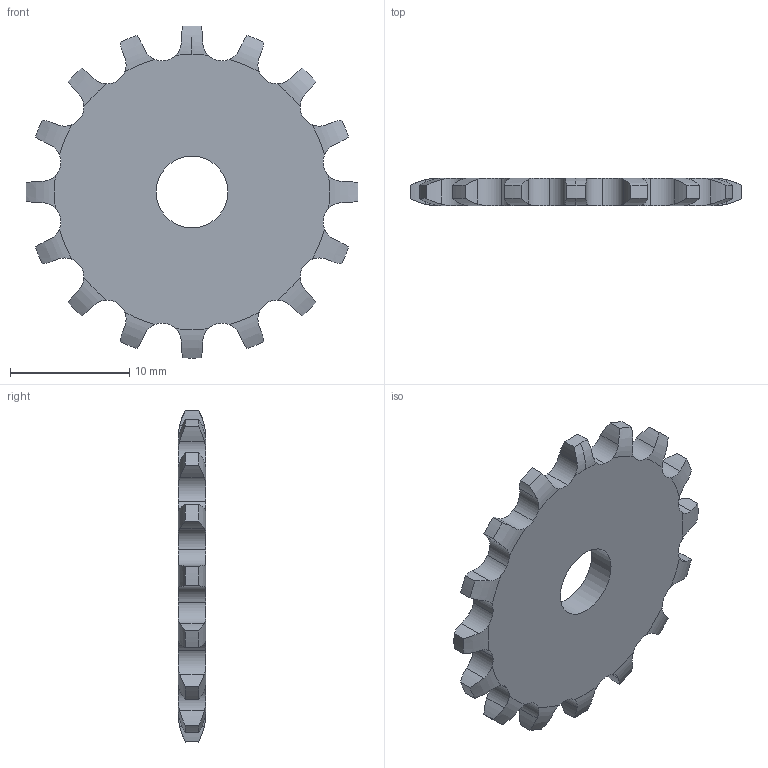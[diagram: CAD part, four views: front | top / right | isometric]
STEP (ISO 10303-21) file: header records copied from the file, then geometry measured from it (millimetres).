
FILE_DESCRIPTION(('FreeCAD Model'),'2;1');
FILE_NAME('Open CASCADE Shape Model','2021-12-27T16:24:01',('FreeCAD'),( 'FreeCAD'),'Open CASCADE STEP processor 7.4','FreeCAD','Unknown');
FILE_SCHEMA(('AUTOMOTIVE_DESIGN { 1 0 10303 214 1 1 1 1 }'));
Length unit declared in the file: millimetre
Products named in the file (1): Open CASCADE STEP translator 7.4 95
Bounding box: 27.8 x 2.3 x 27.8 mm (x, y, z)
Volume: 1020.2 mm3; surface area: 1213.7 mm2
Topology: 1 solids, 1 shells, 149 faces, 441 edges, 294 vertices
Faces by surface type: cylinder 81, plane 34, revolution 34
Full cylindrical faces by diameter (mm): 6 x1
Entity records: 15079 total; most frequent: CARTESIAN_POINT 6907, DIRECTION 1358, ORIENTED_EDGE 882, PCURVE 882, DEFINITIONAL_REPRESENTATION 882, LINE 703, VECTOR 703, EDGE_CURVE 441
